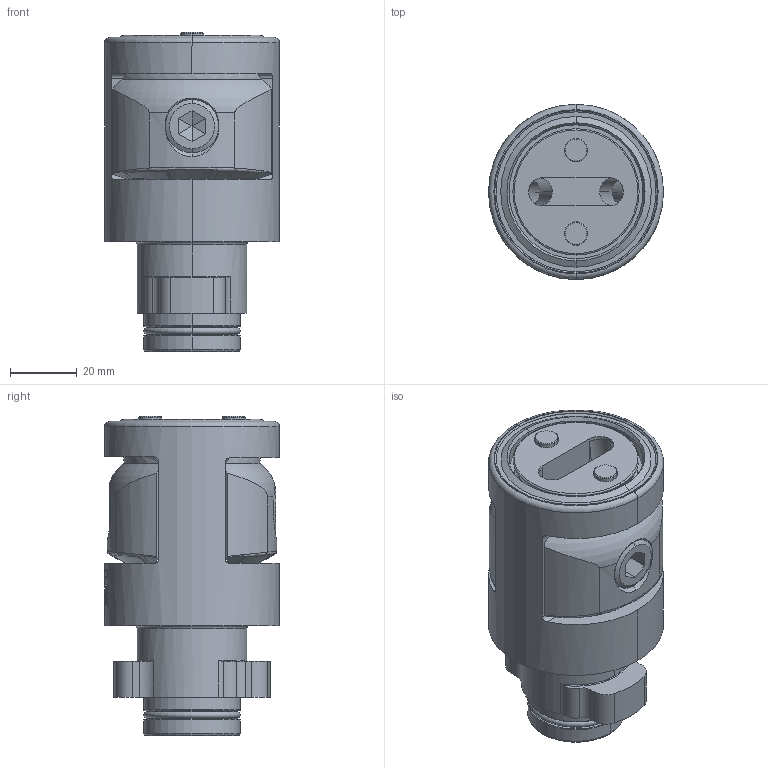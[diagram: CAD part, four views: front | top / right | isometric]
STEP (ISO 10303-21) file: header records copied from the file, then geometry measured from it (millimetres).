
FILE_DESCRIPTION((''),'2;1');
FILE_NAME('30325942-000-00-CD1','2012-08-10T',('Brunnert'),(''),'PRO/ENGINEER BY PARAMETRIC TECHNOLOGY CORPORATION, 2011220','PRO/ENGINEER BY PARAMETRIC TECHNOLOGY CORPORATION, 2011220','');
FILE_SCHEMA(('AUTOMOTIVE_DESIGN_CC2 { 1 2 10303 214 -1 1 5 2 }'));
Length unit declared in the file: millimetre
Products named in the file (1): 30325942-000-00-CD1
Bounding box: 52.6 x 52.6 x 95.97 mm (x, y, z)
Volume: 141503.5 mm3; surface area: 33476.1 mm2
Topology: 1 solids, 5 shells, 735 faces, 2098 edges, 1397 vertices
Faces by surface type: plane 497, cylinder 109, torus 58, cone 52, bspline 12, extrusion 7
Entity records: 32971 total; most frequent: CARTESIAN_POINT 8520, ORIENTED_EDGE 4032, DIRECTION 3125, PRESENTATION_STYLE_ASSIGNMENT 2143, STYLED_ITEM 2129, CURVE_STYLE 2113, EDGE_CURVE 2016, VERTEX_POINT 1307
